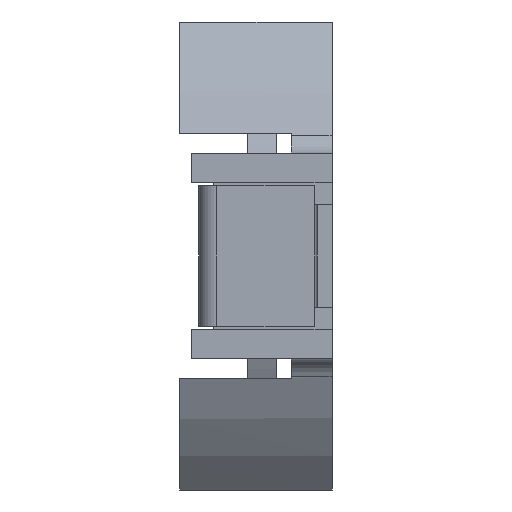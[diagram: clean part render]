
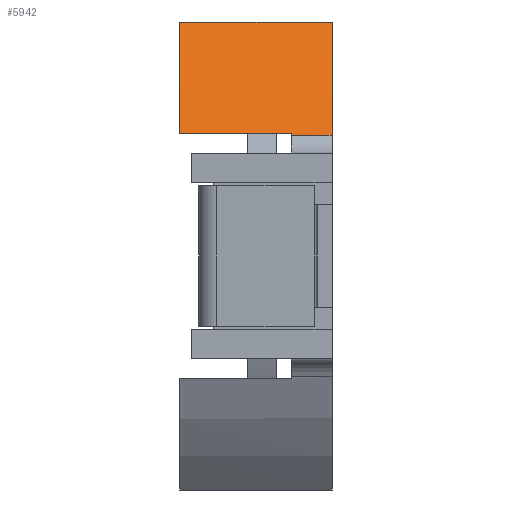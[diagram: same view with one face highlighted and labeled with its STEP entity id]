
A CAD part, left-side view. The second image highlights one B-rep face of the part: STEP entity #5942.
In plain terms, the highlighted cylindrical face has radius 11.2 mm (diameter 22.4 mm), a partial arc.
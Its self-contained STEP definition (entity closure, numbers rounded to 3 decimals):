
#127 = VERTEX_POINT ( 'NONE', #2662 ) ;
#196 = CARTESIAN_POINT ( 'NONE',  ( -7.838, 5.2, 8. ) ) ;
#254 = LINE ( 'NONE', #5301, #5239 ) ;
#290 = DIRECTION ( 'NONE',  ( 0., 0., -1. ) ) ;
#799 = CARTESIAN_POINT ( 'NONE',  ( -10.383, 5.2, 4.2 ) ) ;
#1202 = VERTEX_POINT ( 'NONE', #3499 ) ;
#1275 = DIRECTION ( 'NONE',  ( 0., -1., 0. ) ) ;
#1307 = CARTESIAN_POINT ( 'NONE',  ( 0., 5.2, 0. ) ) ;
#1396 = CIRCLE ( 'NONE', #4951, 11.2 ) ;
#1579 = CARTESIAN_POINT ( 'NONE',  ( -10.41, 1.4, 4.131 ) ) ;
#1666 = EDGE_CURVE ( 'NONE', #4153, #2093, #4654, .T. ) ;
#1766 = CARTESIAN_POINT ( 'NONE',  ( 0., 0., 0. ) ) ;
#1826 = ORIENTED_EDGE ( 'NONE', *, *, #2546, .T. ) ;
#2093 = VERTEX_POINT ( 'NONE', #799 ) ;
#2156 = VECTOR ( 'NONE', #3304, 1000. ) ;
#2453 = ORIENTED_EDGE ( 'NONE', *, *, #4622, .F. ) ;
#2481 = ORIENTED_EDGE ( 'NONE', *, *, #1666, .F. ) ;
#2491 = EDGE_LOOP ( 'NONE', ( #5794, #4628, #1826, #2481, #3268, #2453 ) ) ;
#2503 = CIRCLE ( 'NONE', #3312, 11.2 ) ;
#2546 = EDGE_CURVE ( 'NONE', #127, #2093, #3277, .T. ) ;
#2662 = CARTESIAN_POINT ( 'NONE',  ( -7.838, 5.2, 8. ) ) ;
#2697 = DIRECTION ( 'NONE',  ( 0., -1., 0. ) ) ;
#2938 = AXIS2_PLACEMENT_3D ( 'NONE', #1307, #2697, #5209 ) ;
#3268 = ORIENTED_EDGE ( 'NONE', *, *, #4022, .T. ) ;
#3277 = CIRCLE ( 'NONE', #2938, 11.2 ) ;
#3304 = DIRECTION ( 'NONE',  ( 0., 1., 0. ) ) ;
#3312 = AXIS2_PLACEMENT_3D ( 'NONE', #5378, #3984, #4469 ) ;
#3441 = LINE ( 'NONE', #196, #4979 ) ;
#3499 = CARTESIAN_POINT ( 'NONE',  ( -10.41, 0., 4.131 ) ) ;
#3500 = CARTESIAN_POINT ( 'NONE',  ( -10.383, 1.4, 4.2 ) ) ;
#3754 = CARTESIAN_POINT ( 'NONE',  ( -10.383, 1.4, 4.2 ) ) ;
#3943 = VERTEX_POINT ( 'NONE', #1579 ) ;
#3984 = DIRECTION ( 'NONE',  ( 0., -1., 0. ) ) ;
#4022 = EDGE_CURVE ( 'NONE', #4153, #3943, #2503, .T. ) ;
#4153 = VERTEX_POINT ( 'NONE', #3500 ) ;
#4191 = EDGE_CURVE ( 'NONE', #5105, #1202, #1396, .T. ) ;
#4315 = DIRECTION ( 'NONE',  ( 0., -1., 0. ) ) ;
#4469 = DIRECTION ( 'NONE',  ( 0., 0., -1. ) ) ;
#4506 = DIRECTION ( 'NONE',  ( 0., 1., 0. ) ) ;
#4622 = EDGE_CURVE ( 'NONE', #1202, #3943, #254, .T. ) ;
#4628 = ORIENTED_EDGE ( 'NONE', *, *, #6094, .T. ) ;
#4654 = LINE ( 'NONE', #3754, #2156 ) ;
#4951 = AXIS2_PLACEMENT_3D ( 'NONE', #1766, #1275, #290 ) ;
#4979 = VECTOR ( 'NONE', #4506, 1000. ) ;
#5105 = VERTEX_POINT ( 'NONE', #6278 ) ;
#5209 = DIRECTION ( 'NONE',  ( 0., 0., -1. ) ) ;
#5239 = VECTOR ( 'NONE', #5285, 1000. ) ;
#5285 = DIRECTION ( 'NONE',  ( 0., 1., 0. ) ) ;
#5288 = FACE_OUTER_BOUND ( 'NONE', #2491, .T. ) ;
#5301 = CARTESIAN_POINT ( 'NONE',  ( -10.41, 5.2, 4.131 ) ) ;
#5378 = CARTESIAN_POINT ( 'NONE',  ( 0., 1.4, 0. ) ) ;
#5412 = AXIS2_PLACEMENT_3D ( 'NONE', #5795, #4315, #5757 ) ;
#5757 = DIRECTION ( 'NONE',  ( 0., 0., 1. ) ) ;
#5794 = ORIENTED_EDGE ( 'NONE', *, *, #4191, .F. ) ;
#5795 = CARTESIAN_POINT ( 'NONE',  ( 0., 5.2, 0. ) ) ;
#5942 = ADVANCED_FACE ( 'NONE', ( #5288 ), #6138, .T. ) ;
#6094 = EDGE_CURVE ( 'NONE', #5105, #127, #3441, .T. ) ;
#6138 = CYLINDRICAL_SURFACE ( 'NONE', #5412, 11.2 ) ;
#6278 = CARTESIAN_POINT ( 'NONE',  ( -7.838, 0., 8. ) ) ;
